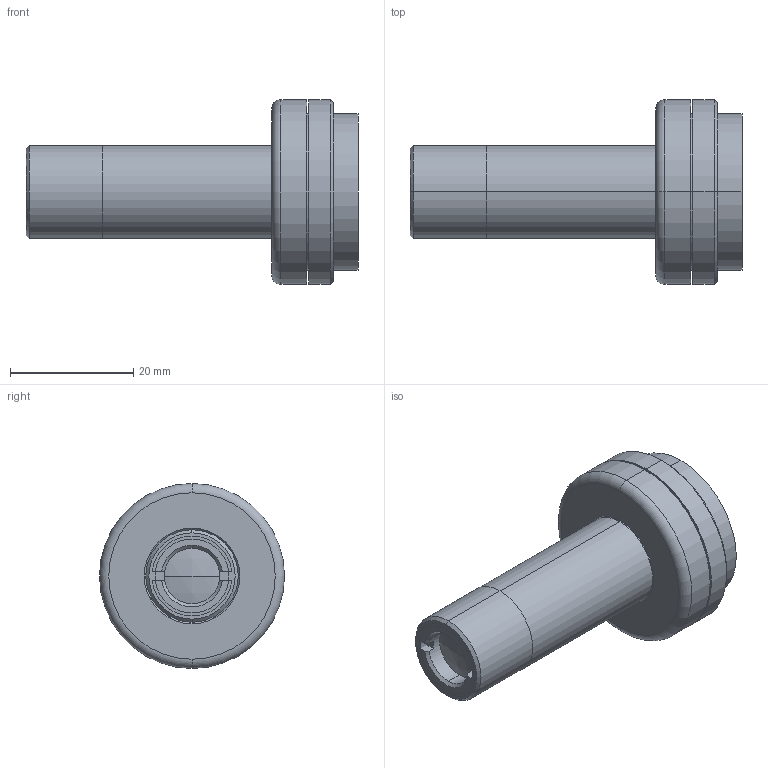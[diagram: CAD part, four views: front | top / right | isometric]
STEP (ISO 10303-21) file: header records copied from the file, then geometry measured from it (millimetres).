
FILE_DESCRIPTION (( 'STEP AP214' ), '1' );
FILE_NAME ('MC1.00X.STEP', '2013-04-06T10:25:25', ( 'Work' ), ( '' ), 'SwSTEP 2.0', 'SolidWorks 2012', '' );
FILE_SCHEMA (( 'AUTOMOTIVE_DESIGN' ));
Length unit declared in the file: millimetre
Products named in the file (1): MC1.00X
Bounding box: 53.86 x 30 x 30 mm (x, y, z)
Surface area: 7050.6 mm2 (no closed solid volume)
Topology: 0 solids, 8 shells, 49 faces, 122 edges, 82 vertices
Faces by surface type: cylinder 18, plane 16, cone 11, sphere 2, torus 2
Entity records: 2058 total; most frequent: DIRECTION 293, CARTESIAN_POINT 278, ORIENTED_EDGE 208, AXIS2_PLACEMENT_3D 125, EDGE_CURVE 122, VERTEX_POINT 82, CIRCLE 75, EDGE_LOOP 57
